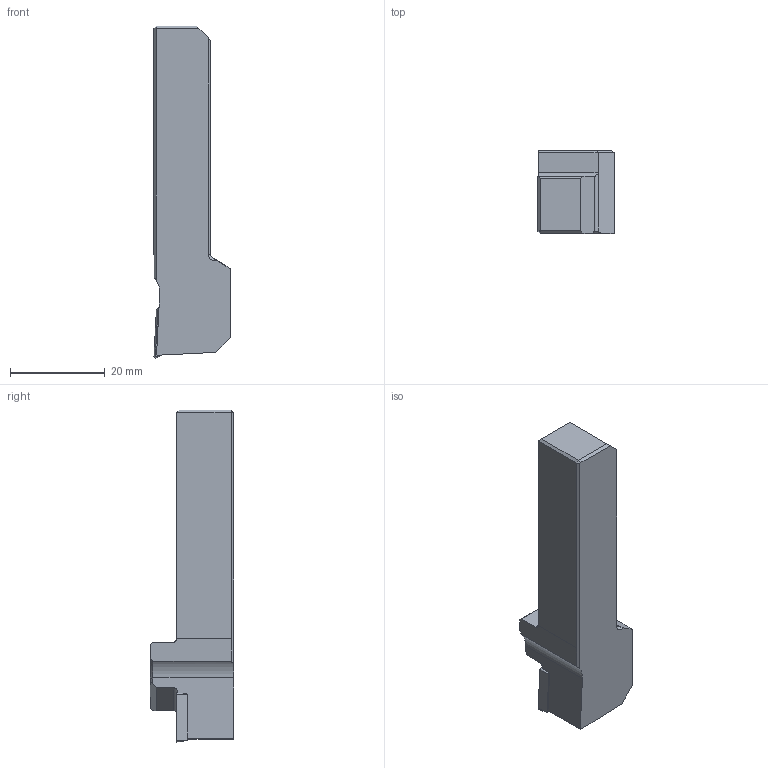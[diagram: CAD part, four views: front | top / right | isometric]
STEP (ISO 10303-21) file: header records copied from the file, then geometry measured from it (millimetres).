
FILE_DESCRIPTION(/* description */ (''),/* implementation_level */ '2;1');
FILE_NAME(/* name */ '1530190609538.stp',/* time_stamp */ '2018-06-28T14:56:55+02:00',/* author */ (''),/* organization */ ('SMS'),/* preprocessor_version */ 'ST-DEVELOPER v15',/* originating_system */ 'SIEMENS PLM Software NX 8.5',/* authorisation */ '');
FILE_SCHEMA (('AUTOMOTIVE_DESIGN { 1 0 10303 214 3 1 1 1 }'));
Length unit declared in the file: millimetre
Products named in the file (4): IsoTurningInsert; ASSEMBLY_CONSTRUCTION; 201724988mod000_00; 201724981mod000_00
Assembly tree (3 placements, depth 2):
  201724981mod000_00
    201724988mod000_00
    ASSEMBLY_CONSTRUCTION
    IsoTurningInsert
Bounding box: 16.07 x 17.5 x 70 mm (x, y, z)
Volume: 11584.8 mm3; surface area: 4148.2 mm2
Topology: 2 solids, 2 shells, 58 faces, 148 edges, 100 vertices
Faces by surface type: plane 42, cylinder 7, cone 7, torus 2
Full cylindrical faces by diameter (mm): 2.8 x1
Entity records: 1903 total; most frequent: CARTESIAN_POINT 335, DIRECTION 301, ORIENTED_EDGE 282, EDGE_CURVE 141, LINE 113, VECTOR 113, AXIS2_PLACEMENT_3D 94, VERTEX_POINT 91
